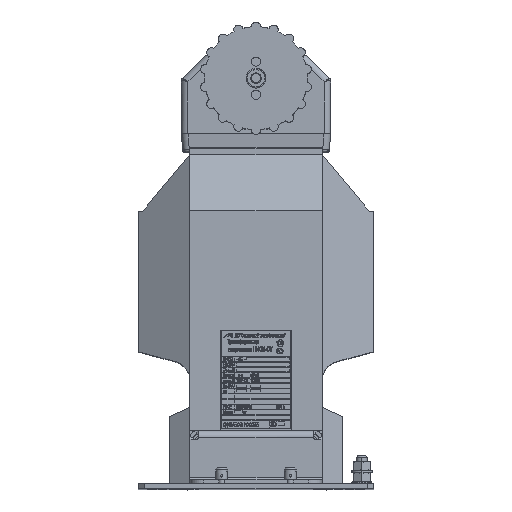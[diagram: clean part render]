
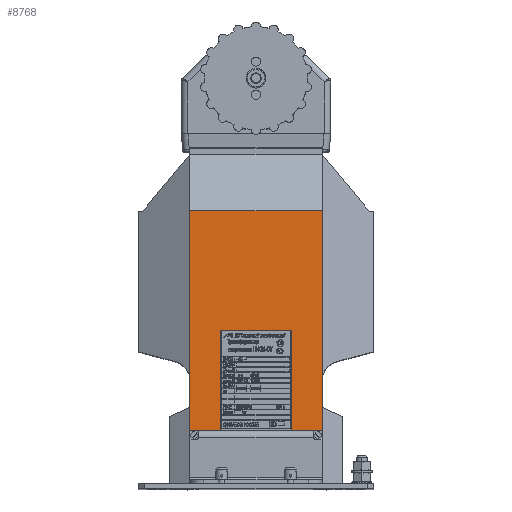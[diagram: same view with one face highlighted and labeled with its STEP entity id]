
A CAD part, top view. The second image highlights one B-rep face of the part: STEP entity #8768.
In plain terms, the highlighted planar face has unit normal (0, 0, 1).
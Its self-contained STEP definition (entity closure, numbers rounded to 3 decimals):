
#1260 = ORIENTED_EDGE ( 'NONE', *, *, #192109, .F. ) ;
#1852 = VECTOR ( 'NONE', #12817, 1000. ) ;
#2956 = CARTESIAN_POINT ( 'NONE',  ( -26.5, 40., 162.5 ) ) ;
#4885 = LINE ( 'NONE', #19521, #42426 ) ;
#8768 = ADVANCED_FACE ( 'NONE', ( #128482 ), #13453, .T. ) ;
#12817 = DIRECTION ( 'NONE',  ( 0., -1., 0. ) ) ;
#13453 = PLANE ( 'NONE',  #89915 ) ;
#19521 = CARTESIAN_POINT ( 'NONE',  ( -26.5, 116., 162.5 ) ) ;
#23098 = ORIENTED_EDGE ( 'NONE', *, *, #136055, .T. ) ;
#27534 = CARTESIAN_POINT ( 'NONE',  ( -50., 0., 162.5 ) ) ;
#29522 = DIRECTION ( 'NONE',  ( 0., 0., 1. ) ) ;
#35039 = VECTOR ( 'NONE', #194241, 1000. ) ;
#35400 = DIRECTION ( 'NONE',  ( 0., -1., 0. ) ) ;
#40203 = LINE ( 'NONE', #68576, #77683 ) ;
#42426 = VECTOR ( 'NONE', #147591, 1000. ) ;
#44601 = ORIENTED_EDGE ( 'NONE', *, *, #199823, .F. ) ;
#44823 = EDGE_LOOP ( 'NONE', ( #103397, #172996, #1260, #44601, #119276, #57946, #23098, #125709 ) ) ;
#57075 = VERTEX_POINT ( 'NONE', #69738 ) ;
#57946 = ORIENTED_EDGE ( 'NONE', *, *, #123814, .F. ) ;
#66074 = CARTESIAN_POINT ( 'NONE',  ( -50., 40., 162.5 ) ) ;
#68576 = CARTESIAN_POINT ( 'NONE',  ( -50., 40., 162.5 ) ) ;
#69738 = CARTESIAN_POINT ( 'NONE',  ( 50., 40., 162.5 ) ) ;
#69913 = EDGE_CURVE ( 'NONE', #194125, #190563, #126826, .T. ) ;
#71226 = VERTEX_POINT ( 'NONE', #142155 ) ;
#76890 = VERTEX_POINT ( 'NONE', #192262 ) ;
#77683 = VECTOR ( 'NONE', #84639, 1000. ) ;
#83680 = CARTESIAN_POINT ( 'NONE',  ( -50., 40., 162.5 ) ) ;
#84639 = DIRECTION ( 'NONE',  ( -1., 0., 0. ) ) ;
#89915 = AXIS2_PLACEMENT_3D ( 'NONE', #151981, #29522, #141496 ) ;
#90299 = LINE ( 'NONE', #181202, #170402 ) ;
#94925 = EDGE_CURVE ( 'NONE', #204124, #194125, #113787, .T. ) ;
#103397 = ORIENTED_EDGE ( 'NONE', *, *, #94925, .F. ) ;
#113787 = LINE ( 'NONE', #131241, #199040 ) ;
#115969 = EDGE_CURVE ( 'NONE', #76890, #57075, #90299, .T. ) ;
#119276 = ORIENTED_EDGE ( 'NONE', *, *, #115969, .F. ) ;
#123814 = EDGE_CURVE ( 'NONE', #71226, #76890, #163198, .T. ) ;
#125709 = ORIENTED_EDGE ( 'NONE', *, *, #69913, .F. ) ;
#126826 = LINE ( 'NONE', #66074, #164366 ) ;
#128482 = FACE_OUTER_BOUND ( 'NONE', #44823, .T. ) ;
#130176 = VERTEX_POINT ( 'NONE', #164517 ) ;
#130725 = VERTEX_POINT ( 'NONE', #195143 ) ;
#131241 = CARTESIAN_POINT ( 'NONE',  ( -26.5, 40., 162.5 ) ) ;
#131921 = CARTESIAN_POINT ( 'NONE',  ( 26.5, 40., 162.5 ) ) ;
#135258 = DIRECTION ( 'NONE',  ( 1., 0., 0. ) ) ;
#136055 = EDGE_CURVE ( 'NONE', #71226, #190563, #167092, .T. ) ;
#141496 = DIRECTION ( 'NONE',  ( 1., 0., 0. ) ) ;
#142155 = CARTESIAN_POINT ( 'NONE',  ( -50., 206.5, 162.5 ) ) ;
#147591 = DIRECTION ( 'NONE',  ( -1., 0., 0. ) ) ;
#149677 = DIRECTION ( 'NONE',  ( 0., -1., 0. ) ) ;
#151981 = CARTESIAN_POINT ( 'NONE',  ( -50., 0., 162.5 ) ) ;
#153317 = CARTESIAN_POINT ( 'NONE',  ( -50., 206.5, 162.5 ) ) ;
#157660 = LINE ( 'NONE', #131921, #35039 ) ;
#161911 = DIRECTION ( 'NONE',  ( -1., 0., 0. ) ) ;
#163198 = LINE ( 'NONE', #153317, #205935 ) ;
#163475 = CARTESIAN_POINT ( 'NONE',  ( -26.5, 116., 162.5 ) ) ;
#164366 = VECTOR ( 'NONE', #161911, 1000. ) ;
#164517 = CARTESIAN_POINT ( 'NONE',  ( 26.5, 116., 162.5 ) ) ;
#167092 = LINE ( 'NONE', #27534, #1852 ) ;
#170402 = VECTOR ( 'NONE', #149677, 1000. ) ;
#172996 = ORIENTED_EDGE ( 'NONE', *, *, #203200, .F. ) ;
#181202 = CARTESIAN_POINT ( 'NONE',  ( 50., 0., 162.5 ) ) ;
#190563 = VERTEX_POINT ( 'NONE', #83680 ) ;
#192109 = EDGE_CURVE ( 'NONE', #130725, #130176, #157660, .T. ) ;
#192262 = CARTESIAN_POINT ( 'NONE',  ( 50., 206.5, 162.5 ) ) ;
#194125 = VERTEX_POINT ( 'NONE', #2956 ) ;
#194241 = DIRECTION ( 'NONE',  ( 0., 1., 0. ) ) ;
#195143 = CARTESIAN_POINT ( 'NONE',  ( 26.5, 40., 162.5 ) ) ;
#199040 = VECTOR ( 'NONE', #35400, 1000. ) ;
#199823 = EDGE_CURVE ( 'NONE', #57075, #130725, #40203, .T. ) ;
#203200 = EDGE_CURVE ( 'NONE', #130176, #204124, #4885, .T. ) ;
#204124 = VERTEX_POINT ( 'NONE', #163475 ) ;
#205935 = VECTOR ( 'NONE', #135258, 1000. ) ;
